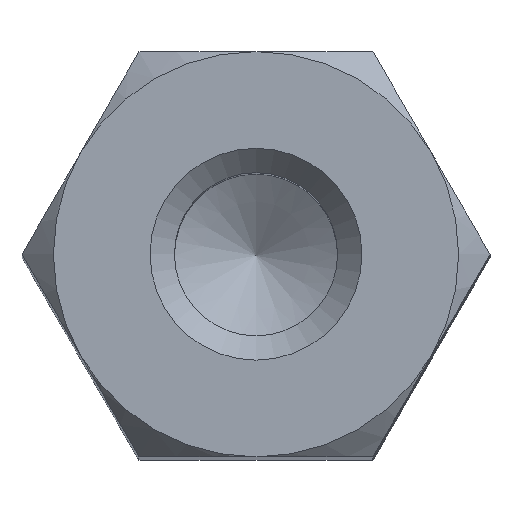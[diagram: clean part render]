
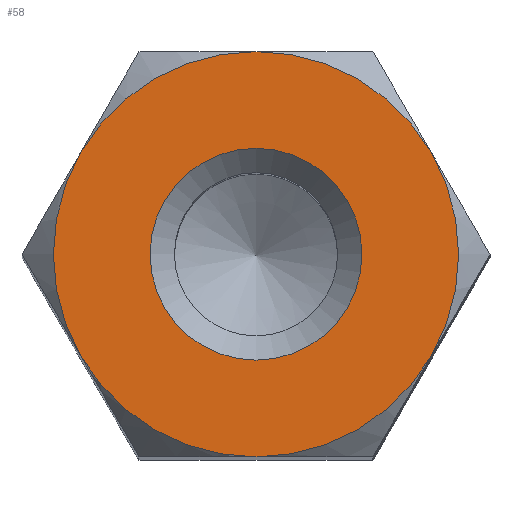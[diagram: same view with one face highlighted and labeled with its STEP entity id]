
A CAD part, top view. The second image highlights one B-rep face of the part: STEP entity #58.
In plain terms, the highlighted planar face has unit normal (0, 0, 1).
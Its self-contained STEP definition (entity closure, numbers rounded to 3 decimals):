
#58 = ADVANCED_FACE( '', ( #134, #135 ), #136, .T. );
#134 = FACE_BOUND( '', #235, .T. );
#135 = FACE_OUTER_BOUND( '', #236, .T. );
#136 = PLANE( '', #237 );
#235 = EDGE_LOOP( '', ( #345 ) );
#236 = EDGE_LOOP( '', ( #346, #347, #348, #349, #350, #351 ) );
#237 = AXIS2_PLACEMENT_3D( '', #352, #353, #354 );
#345 = ORIENTED_EDGE( '', *, *, #549, .T. );
#346 = ORIENTED_EDGE( '', *, *, #536, .F. );
#347 = ORIENTED_EDGE( '', *, *, #540, .F. );
#348 = ORIENTED_EDGE( '', *, *, #550, .F. );
#349 = ORIENTED_EDGE( '', *, *, #551, .T. );
#350 = ORIENTED_EDGE( '', *, *, #552, .F. );
#351 = ORIENTED_EDGE( '', *, *, #553, .F. );
#352 = CARTESIAN_POINT( '', ( 0., 0., 12.5 ) );
#353 = DIRECTION( '', ( 0., 0., 1. ) );
#354 = DIRECTION( '', ( 1., 0., 0. ) );
#536 = EDGE_CURVE( '', #615, #618, #619, .F. );
#540 = EDGE_CURVE( '', #622, #615, #625, .F. );
#549 = EDGE_CURVE( '', #638, #638, #639, .T. );
#550 = EDGE_CURVE( '', #640, #622, #641, .F. );
#551 = EDGE_CURVE( '', #640, #642, #643, .T. );
#552 = EDGE_CURVE( '', #644, #642, #645, .F. );
#553 = EDGE_CURVE( '', #618, #644, #646, .F. );
#615 = VERTEX_POINT( '', #725 );
#618 = VERTEX_POINT( '', #733 );
#619 = CIRCLE( '', #734, 2.5 );
#622 = VERTEX_POINT( '', #742 );
#625 = CIRCLE( '', #750, 2.5 );
#638 = VERTEX_POINT( '', #791 );
#639 = CIRCLE( '', #792, 1.307 );
#640 = VERTEX_POINT( '', #793 );
#641 = CIRCLE( '', #794, 2.5 );
#642 = VERTEX_POINT( '', #795 );
#643 = CIRCLE( '', #796, 2.5 );
#644 = VERTEX_POINT( '', #797 );
#645 = CIRCLE( '', #798, 2.5 );
#646 = CIRCLE( '', #799, 2.5 );
#725 = CARTESIAN_POINT( '', ( 2.165, -1.25, 12.5 ) );
#733 = CARTESIAN_POINT( '', ( 0., -2.5, 12.5 ) );
#734 = AXIS2_PLACEMENT_3D( '', #984, #985, #986 );
#742 = CARTESIAN_POINT( '', ( 2.165, 1.25, 12.5 ) );
#750 = AXIS2_PLACEMENT_3D( '', #987, #988, #989 );
#791 = CARTESIAN_POINT( '', ( 0., 1.307, 12.5 ) );
#792 = AXIS2_PLACEMENT_3D( '', #992, #993, #994 );
#793 = CARTESIAN_POINT( '', ( 0., 2.5, 12.5 ) );
#794 = AXIS2_PLACEMENT_3D( '', #995, #996, #997 );
#795 = CARTESIAN_POINT( '', ( -2.165, 1.25, 12.5 ) );
#796 = AXIS2_PLACEMENT_3D( '', #998, #999, #1000 );
#797 = CARTESIAN_POINT( '', ( -2.165, -1.25, 12.5 ) );
#798 = AXIS2_PLACEMENT_3D( '', #1001, #1002, #1003 );
#799 = AXIS2_PLACEMENT_3D( '', #1004, #1005, #1006 );
#984 = CARTESIAN_POINT( '', ( 0., 0., 12.5 ) );
#985 = DIRECTION( '', ( 0., 0., 1. ) );
#986 = DIRECTION( '', ( 1., 0., 0. ) );
#987 = CARTESIAN_POINT( '', ( 0., 0., 12.5 ) );
#988 = DIRECTION( '', ( 0., 0., 1. ) );
#989 = DIRECTION( '', ( 1., 0., 0. ) );
#992 = CARTESIAN_POINT( '', ( 0., 0., 12.5 ) );
#993 = DIRECTION( '', ( 0., 0., -1. ) );
#994 = DIRECTION( '', ( 0., 1., 0. ) );
#995 = CARTESIAN_POINT( '', ( 0., 0., 12.5 ) );
#996 = DIRECTION( '', ( 0., 0., 1. ) );
#997 = DIRECTION( '', ( 1., 0., 0. ) );
#998 = CARTESIAN_POINT( '', ( 0., 0., 12.5 ) );
#999 = DIRECTION( '', ( 0., 0., 1. ) );
#1000 = DIRECTION( '', ( 1., 0., 0. ) );
#1001 = CARTESIAN_POINT( '', ( 0., 0., 12.5 ) );
#1002 = DIRECTION( '', ( 0., 0., 1. ) );
#1003 = DIRECTION( '', ( 1., 0., 0. ) );
#1004 = CARTESIAN_POINT( '', ( 0., 0., 12.5 ) );
#1005 = DIRECTION( '', ( 0., 0., 1. ) );
#1006 = DIRECTION( '', ( 1., 0., 0. ) );
